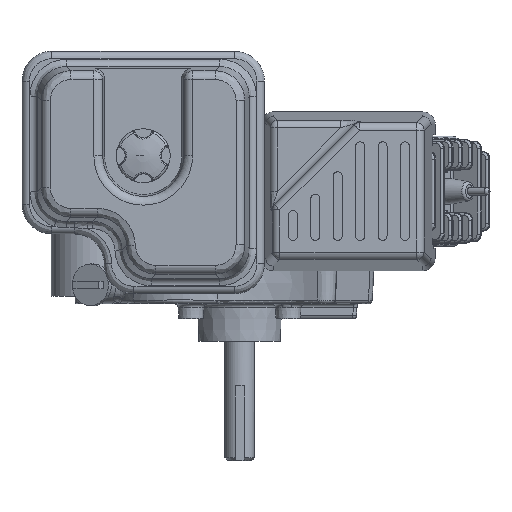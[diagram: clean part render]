
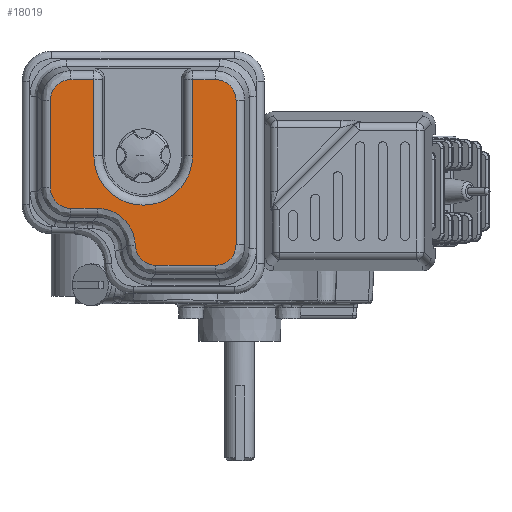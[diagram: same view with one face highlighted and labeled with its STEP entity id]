
A CAD part, top view. The second image highlights one B-rep face of the part: STEP entity #18019.
In plain terms, the highlighted planar face has unit normal (0, 0, 1).
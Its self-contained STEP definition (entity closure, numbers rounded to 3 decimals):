
#461=ELLIPSE('',#19522,14.429,14.);
#462=ELLIPSE('',#19523,14.429,14.);
#463=ELLIPSE('',#19524,26.796,26.);
#464=ELLIPSE('',#19525,14.429,14.);
#465=ELLIPSE('',#19526,14.429,14.);
#466=ELLIPSE('',#19527,14.429,14.);
#1004=PLANE('',#19521);
#1786=LINE('',#36766,#2580);
#1787=LINE('',#36769,#2581);
#1788=LINE('',#36773,#2582);
#1789=LINE('',#36777,#2583);
#1790=LINE('',#36783,#2584);
#1791=LINE('',#36787,#2585);
#1792=LINE('',#36791,#2586);
#1793=LINE('',#36793,#2587);
#2580=VECTOR('',#23244,1000.);
#2581=VECTOR('',#23245,1000.);
#2582=VECTOR('',#23248,1000.);
#2583=VECTOR('',#23251,1000.);
#2584=VECTOR('',#23256,1000.);
#2585=VECTOR('',#23259,1000.);
#2586=VECTOR('',#23262,1000.);
#2587=VECTOR('',#23263,1000.);
#6066=ORIENTED_EDGE('',*,*,#8203,.T.);
#6067=ORIENTED_EDGE('',*,*,#8204,.T.);
#6068=ORIENTED_EDGE('',*,*,#8205,.T.);
#6069=ORIENTED_EDGE('',*,*,#8206,.T.);
#6070=ORIENTED_EDGE('',*,*,#8207,.T.);
#6071=ORIENTED_EDGE('',*,*,#8208,.T.);
#6072=ORIENTED_EDGE('',*,*,#8209,.T.);
#6073=ORIENTED_EDGE('',*,*,#8210,.T.);
#6074=ORIENTED_EDGE('',*,*,#8211,.T.);
#6075=ORIENTED_EDGE('',*,*,#8212,.T.);
#6076=ORIENTED_EDGE('',*,*,#8213,.T.);
#6077=ORIENTED_EDGE('',*,*,#8214,.T.);
#6078=ORIENTED_EDGE('',*,*,#8215,.T.);
#6079=ORIENTED_EDGE('',*,*,#8216,.T.);
#6080=ORIENTED_EDGE('',*,*,#8217,.T.);
#8203=EDGE_CURVE('',#9469,#9470,#1786,.T.);
#8204=EDGE_CURVE('',#9470,#9471,#1787,.F.);
#8205=EDGE_CURVE('',#9471,#9472,#461,.T.);
#8206=EDGE_CURVE('',#9472,#9473,#1788,.F.);
#8207=EDGE_CURVE('',#9473,#9474,#462,.T.);
#8208=EDGE_CURVE('',#9474,#9475,#1789,.F.);
#8209=EDGE_CURVE('',#9475,#9476,#463,.F.);
#8210=EDGE_CURVE('',#9476,#9477,#464,.T.);
#8211=EDGE_CURVE('',#9477,#9478,#1790,.F.);
#8212=EDGE_CURVE('',#9478,#9479,#465,.T.);
#8213=EDGE_CURVE('',#9479,#9480,#1791,.F.);
#8214=EDGE_CURVE('',#9480,#9481,#466,.T.);
#8215=EDGE_CURVE('',#9481,#9482,#1792,.F.);
#8216=EDGE_CURVE('',#9482,#9483,#1793,.F.);
#8217=EDGE_CURVE('',#9483,#9469,#10112,.F.);
#9469=VERTEX_POINT('',#36767);
#9470=VERTEX_POINT('',#36768);
#9471=VERTEX_POINT('',#36770);
#9472=VERTEX_POINT('',#36772);
#9473=VERTEX_POINT('',#36774);
#9474=VERTEX_POINT('',#36776);
#9475=VERTEX_POINT('',#36778);
#9476=VERTEX_POINT('',#36780);
#9477=VERTEX_POINT('',#36782);
#9478=VERTEX_POINT('',#36784);
#9479=VERTEX_POINT('',#36786);
#9480=VERTEX_POINT('',#36788);
#9481=VERTEX_POINT('',#36790);
#9482=VERTEX_POINT('',#36792);
#9483=VERTEX_POINT('',#36794);
#10112=CIRCLE('',#19528,33.035);
#11010=EDGE_LOOP('',(#6066,#6067,#6068,#6069,#6070,#6071,#6072,#6073,#6074,
#6075,#6076,#6077,#6078,#6079,#6080));
#11927=FACE_BOUND('',#11010,.T.);
#18019=ADVANCED_FACE('',(#11927),#1004,.T.);
#19521=AXIS2_PLACEMENT_3D('',#36765,#23242,#23243);
#19522=AXIS2_PLACEMENT_3D('',#36771,#23246,#23247);
#19523=AXIS2_PLACEMENT_3D('',#36775,#23249,#23250);
#19524=AXIS2_PLACEMENT_3D('',#36779,#23252,#23253);
#19525=AXIS2_PLACEMENT_3D('',#36781,#23254,#23255);
#19526=AXIS2_PLACEMENT_3D('',#36785,#23257,#23258);
#19527=AXIS2_PLACEMENT_3D('',#36789,#23260,#23261);
#19528=AXIS2_PLACEMENT_3D('',#36795,#23264,#23265);
#23242=DIRECTION('',(0.,0.,1.));
#23243=DIRECTION('',(1.,0.,0.));
#23244=DIRECTION('',(0.,1.,0.));
#23245=DIRECTION('',(1.,0.,0.));
#23246=DIRECTION('',(0.,0.,1.));
#23247=DIRECTION('',(-0.707,0.707,0.));
#23248=DIRECTION('',(0.,1.,0.));
#23249=DIRECTION('',(0.,0.,1.));
#23250=DIRECTION('',(-0.707,-0.707,0.));
#23251=DIRECTION('',(-1.,0.,0.));
#23252=DIRECTION('',(0.,0.,1.));
#23253=DIRECTION('',(0.707,0.707,0.));
#23254=DIRECTION('',(0.,0.,1.));
#23255=DIRECTION('',(0.707,0.707,0.));
#23256=DIRECTION('',(-1.,0.,0.));
#23257=DIRECTION('',(0.,0.,1.));
#23258=DIRECTION('',(0.707,-0.707,0.));
#23259=DIRECTION('',(0.,-1.,0.));
#23260=DIRECTION('',(0.,0.,1.));
#23261=DIRECTION('',(0.707,0.707,0.));
#23262=DIRECTION('',(1.,0.,0.));
#23263=DIRECTION('',(0.,1.,0.));
#23264=DIRECTION('',(0.,0.,1.));
#23265=DIRECTION('',(1.,0.,0.));
#36765=CARTESIAN_POINT('',(17.062,-20.938,115.));
#36766=CARTESIAN_POINT('',(-87.535,-20.938,115.));
#36767=CARTESIAN_POINT('',(-87.535,23.636,115.));
#36768=CARTESIAN_POINT('',(-87.535,74.619,115.));
#36769=CARTESIAN_POINT('',(17.062,74.619,115.));
#36770=CARTESIAN_POINT('',(-102.832,74.619,115.));
#36771=CARTESIAN_POINT('',(-102.403,60.403,115.));
#36772=CARTESIAN_POINT('',(-116.619,60.832,115.));
#36773=CARTESIAN_POINT('',(-116.619,-20.938,115.));
#36774=CARTESIAN_POINT('',(-116.619,2.292,115.));
#36775=CARTESIAN_POINT('',(-102.403,2.72,115.));
#36776=CARTESIAN_POINT('',(-102.832,-11.496,115.));
#36777=CARTESIAN_POINT('',(17.062,-11.496,115.));
#36778=CARTESIAN_POINT('',(-85.38,-11.496,115.));
#36779=CARTESIAN_POINT('',(-86.176,-37.897,115.));
#36780=CARTESIAN_POINT('',(-59.788,-36.276,115.));
#36781=CARTESIAN_POINT('',(-45.579,-35.403,115.));
#36782=CARTESIAN_POINT('',(-46.008,-49.619,115.));
#36783=CARTESIAN_POINT('',(17.062,-49.619,115.));
#36784=CARTESIAN_POINT('',(-6.168,-49.619,115.));
#36785=CARTESIAN_POINT('',(-6.597,-35.403,115.));
#36786=CARTESIAN_POINT('',(7.619,-35.832,115.));
#36787=CARTESIAN_POINT('',(7.619,-20.938,115.));
#36788=CARTESIAN_POINT('',(7.619,60.832,115.));
#36789=CARTESIAN_POINT('',(-6.597,60.403,115.));
#36790=CARTESIAN_POINT('',(-6.168,74.619,115.));
#36791=CARTESIAN_POINT('',(17.062,74.619,115.));
#36792=CARTESIAN_POINT('',(-21.465,74.619,115.));
#36793=CARTESIAN_POINT('',(-21.465,23.636,115.));
#36794=CARTESIAN_POINT('',(-21.465,23.636,115.));
#36795=CARTESIAN_POINT('',(-54.5,23.636,115.));
